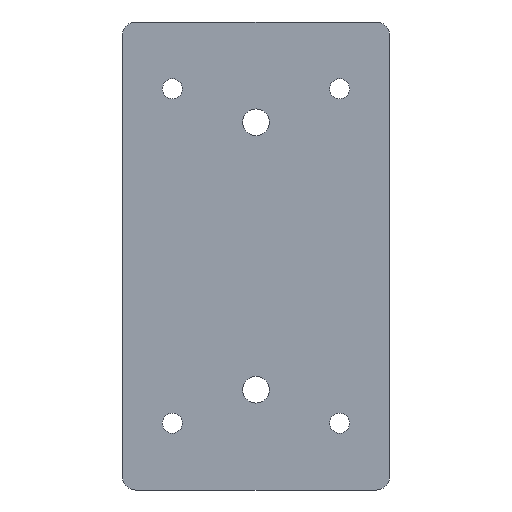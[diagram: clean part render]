
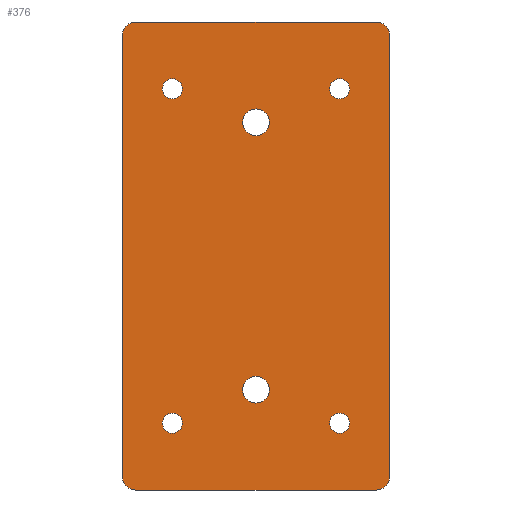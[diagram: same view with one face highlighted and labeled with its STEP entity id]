
A CAD part, front view. The second image highlights one B-rep face of the part: STEP entity #376.
In plain terms, the highlighted planar face has unit normal (0, -1, 0).
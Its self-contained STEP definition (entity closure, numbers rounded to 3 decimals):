
#31=FACE_BOUND('',#89,.T.);
#32=FACE_BOUND('',#90,.T.);
#33=FACE_BOUND('',#91,.T.);
#34=FACE_BOUND('',#92,.T.);
#35=FACE_BOUND('',#93,.T.);
#36=FACE_BOUND('',#94,.T.);
#42=PLANE('',#440);
#62=FACE_OUTER_BOUND('',#88,.T.);
#88=EDGE_LOOP('',(#339,#340,#341,#342,#343,#344,#345,#346));
#89=EDGE_LOOP('',(#347));
#90=EDGE_LOOP('',(#348));
#91=EDGE_LOOP('',(#349));
#92=EDGE_LOOP('',(#350));
#93=EDGE_LOOP('',(#351));
#94=EDGE_LOOP('',(#352));
#110=LINE('',#628,#136);
#113=LINE('',#636,#139);
#116=LINE('',#644,#142);
#120=LINE('',#658,#146);
#136=VECTOR('',#518,10.);
#139=VECTOR('',#527,10.);
#142=VECTOR('',#536,10.);
#146=VECTOR('',#554,10.);
#158=CIRCLE('',#411,1.5);
#160=CIRCLE('',#415,1.5);
#162=CIRCLE('',#419,1.5);
#164=CIRCLE('',#423,1.5);
#165=CIRCLE('',#425,2.);
#166=CIRCLE('',#428,2.);
#167=CIRCLE('',#431,2.);
#168=CIRCLE('',#434,2.);
#169=CIRCLE('',#436,2.);
#170=CIRCLE('',#438,2.);
#186=VERTEX_POINT('',#592);
#188=VERTEX_POINT('',#600);
#190=VERTEX_POINT('',#608);
#192=VERTEX_POINT('',#616);
#193=VERTEX_POINT('',#620);
#194=VERTEX_POINT('',#622);
#195=VERTEX_POINT('',#626);
#196=VERTEX_POINT('',#630);
#197=VERTEX_POINT('',#634);
#198=VERTEX_POINT('',#638);
#199=VERTEX_POINT('',#642);
#200=VERTEX_POINT('',#646);
#201=VERTEX_POINT('',#650);
#202=VERTEX_POINT('',#654);
#220=EDGE_CURVE('',#186,#186,#158,.T.);
#224=EDGE_CURVE('',#188,#188,#160,.T.);
#228=EDGE_CURVE('',#190,#190,#162,.T.);
#232=EDGE_CURVE('',#192,#192,#164,.T.);
#234=EDGE_CURVE('',#193,#194,#165,.T.);
#237=EDGE_CURVE('',#195,#193,#110,.T.);
#239=EDGE_CURVE('',#196,#195,#166,.T.);
#241=EDGE_CURVE('',#197,#196,#113,.T.);
#243=EDGE_CURVE('',#198,#197,#167,.T.);
#245=EDGE_CURVE('',#199,#198,#116,.T.);
#247=EDGE_CURVE('',#200,#199,#168,.T.);
#249=EDGE_CURVE('',#201,#201,#169,.T.);
#251=EDGE_CURVE('',#202,#202,#170,.T.);
#252=EDGE_CURVE('',#194,#200,#120,.T.);
#339=ORIENTED_EDGE('',*,*,#234,.F.);
#340=ORIENTED_EDGE('',*,*,#237,.F.);
#341=ORIENTED_EDGE('',*,*,#239,.F.);
#342=ORIENTED_EDGE('',*,*,#241,.F.);
#343=ORIENTED_EDGE('',*,*,#243,.F.);
#344=ORIENTED_EDGE('',*,*,#245,.F.);
#345=ORIENTED_EDGE('',*,*,#247,.F.);
#346=ORIENTED_EDGE('',*,*,#252,.F.);
#347=ORIENTED_EDGE('',*,*,#220,.F.);
#348=ORIENTED_EDGE('',*,*,#228,.F.);
#349=ORIENTED_EDGE('',*,*,#232,.F.);
#350=ORIENTED_EDGE('',*,*,#224,.F.);
#351=ORIENTED_EDGE('',*,*,#251,.F.);
#352=ORIENTED_EDGE('',*,*,#249,.F.);
#376=ADVANCED_FACE('',(#62,#31,#32,#33,#34,#35,#36),#42,.F.);
#411=AXIS2_PLACEMENT_3D('',#594,#477,#478);
#415=AXIS2_PLACEMENT_3D('',#602,#487,#488);
#419=AXIS2_PLACEMENT_3D('',#610,#497,#498);
#423=AXIS2_PLACEMENT_3D('',#618,#507,#508);
#425=AXIS2_PLACEMENT_3D('',#623,#512,#513);
#428=AXIS2_PLACEMENT_3D('',#632,#522,#523);
#431=AXIS2_PLACEMENT_3D('',#640,#531,#532);
#434=AXIS2_PLACEMENT_3D('',#648,#540,#541);
#436=AXIS2_PLACEMENT_3D('',#652,#545,#546);
#438=AXIS2_PLACEMENT_3D('',#656,#550,#551);
#440=AXIS2_PLACEMENT_3D('',#659,#555,#556);
#477=DIRECTION('center_axis',(0.,-1.,0.));
#478=DIRECTION('ref_axis',(1.,0.,0.));
#487=DIRECTION('center_axis',(0.,-1.,0.));
#488=DIRECTION('ref_axis',(1.,0.,0.));
#497=DIRECTION('center_axis',(0.,-1.,0.));
#498=DIRECTION('ref_axis',(1.,0.,0.));
#507=DIRECTION('center_axis',(0.,-1.,0.));
#508=DIRECTION('ref_axis',(1.,0.,0.));
#512=DIRECTION('center_axis',(0.,1.,0.));
#513=DIRECTION('ref_axis',(-0.707,0.,0.707));
#518=DIRECTION('',(0.,0.,1.));
#522=DIRECTION('center_axis',(0.,1.,0.));
#523=DIRECTION('ref_axis',(-0.707,0.,-0.707));
#527=DIRECTION('',(-1.,0.,0.));
#531=DIRECTION('center_axis',(0.,1.,0.));
#532=DIRECTION('ref_axis',(0.707,0.,-0.707));
#536=DIRECTION('',(0.,0.,-1.));
#540=DIRECTION('center_axis',(0.,1.,0.));
#541=DIRECTION('ref_axis',(0.707,0.,0.707));
#545=DIRECTION('center_axis',(0.,-1.,0.));
#546=DIRECTION('ref_axis',(1.,0.,0.));
#550=DIRECTION('center_axis',(0.,-1.,0.));
#551=DIRECTION('ref_axis',(1.,0.,0.));
#554=DIRECTION('',(1.,0.,0.));
#555=DIRECTION('center_axis',(0.,1.,0.));
#556=DIRECTION('ref_axis',(0.,0.,1.));
#592=CARTESIAN_POINT('',(11.,0.,-25.));
#594=CARTESIAN_POINT('Origin',(12.5,0.,-25.));
#600=CARTESIAN_POINT('',(-14.,0.,-25.));
#602=CARTESIAN_POINT('Origin',(-12.5,0.,-25.));
#608=CARTESIAN_POINT('',(11.,0.,25.));
#610=CARTESIAN_POINT('Origin',(12.5,0.,25.));
#616=CARTESIAN_POINT('',(-14.,0.,25.));
#618=CARTESIAN_POINT('Origin',(-12.5,0.,25.));
#620=CARTESIAN_POINT('',(-20.,0.,33.));
#622=CARTESIAN_POINT('',(-18.,0.,35.));
#623=CARTESIAN_POINT('Origin',(-18.,0.,33.));
#626=CARTESIAN_POINT('',(-20.,0.,-33.));
#628=CARTESIAN_POINT('',(-20.,0.,-35.));
#630=CARTESIAN_POINT('',(-18.,0.,-35.));
#632=CARTESIAN_POINT('Origin',(-18.,0.,-33.));
#634=CARTESIAN_POINT('',(18.,0.,-35.));
#636=CARTESIAN_POINT('',(20.,0.,-35.));
#638=CARTESIAN_POINT('',(20.,0.,-33.));
#640=CARTESIAN_POINT('Origin',(18.,0.,-33.));
#642=CARTESIAN_POINT('',(20.,0.,33.));
#644=CARTESIAN_POINT('',(20.,0.,35.));
#646=CARTESIAN_POINT('',(18.,0.,35.));
#648=CARTESIAN_POINT('Origin',(18.,0.,33.));
#650=CARTESIAN_POINT('',(-2.,0.,20.));
#652=CARTESIAN_POINT('Origin',(0.,0.,20.));
#654=CARTESIAN_POINT('',(-2.,0.,-20.));
#656=CARTESIAN_POINT('Origin',(0.,0.,-20.));
#658=CARTESIAN_POINT('',(-20.,0.,35.));
#659=CARTESIAN_POINT('Origin',(0.,0.,0.));
